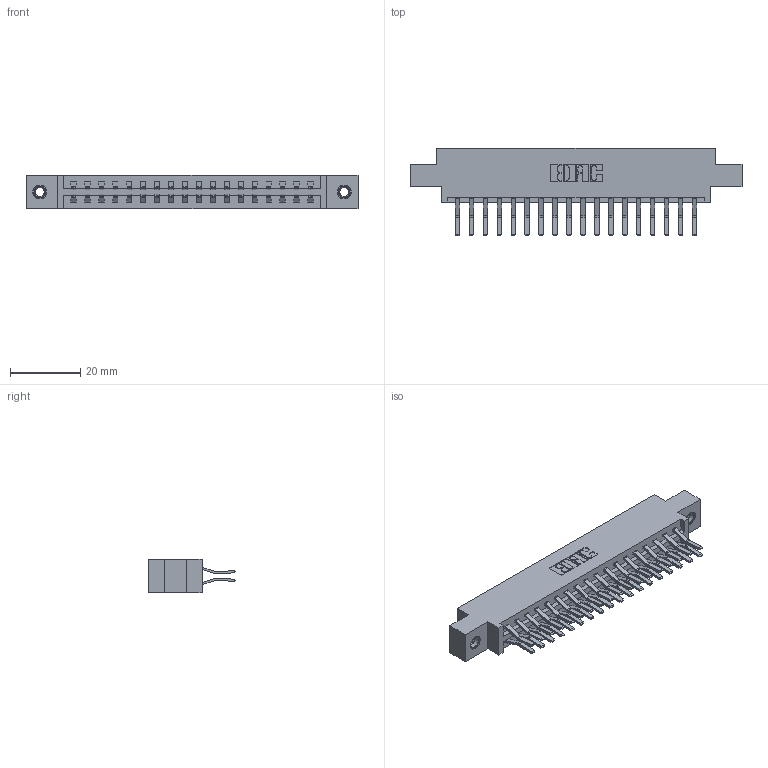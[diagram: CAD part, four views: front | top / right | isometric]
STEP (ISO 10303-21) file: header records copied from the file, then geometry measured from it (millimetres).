
FILE_DESCRIPTION (( 'STEP AP203' ), '1' );
FILE_NAME ('337-036-560-807.STEP', '2018-08-08T00:36:54', ( '' ), ( '' ), 'SwSTEP 2.0', 'SolidWorks 2016', '' );
FILE_SCHEMA (( 'CONFIG_CONTROL_DESIGN' ));
Length unit declared in the file: inch
Products named in the file (4): 337 Part_0.170 Offset - 0.156 Dia-TI; 345-292-001_560 Tail; 345-250-001_345-250-005-103; 337-036-560-807
Assembly tree (39 placements, depth 2):
  337-036-560-807
    337 Part_0.170 Offset - 0.156 Dia-TI
    345-292-001_560 Tail  x36
    345-250-001_345-250-005-103  x2
Bounding box: 94.34 x 24.78 x 9.4 mm (x, y, z)
Volume: 9727.3 mm3; surface area: 11590.3 mm2
Topology: 39 solids, 39 shells, 2194 faces, 6471 edges, 4258 vertices
Faces by surface type: plane 1474, cylinder 704, cone 12, torus 4
Entity records: 18466 total; most frequent: CARTESIAN_POINT 3113, ORIENTED_EDGE 3042, DIRECTION 2727, EDGE_CURVE 1521, LINE 1369, VECTOR 1369, VERTEX_POINT 1008, AXIS2_PLACEMENT_3D 679
